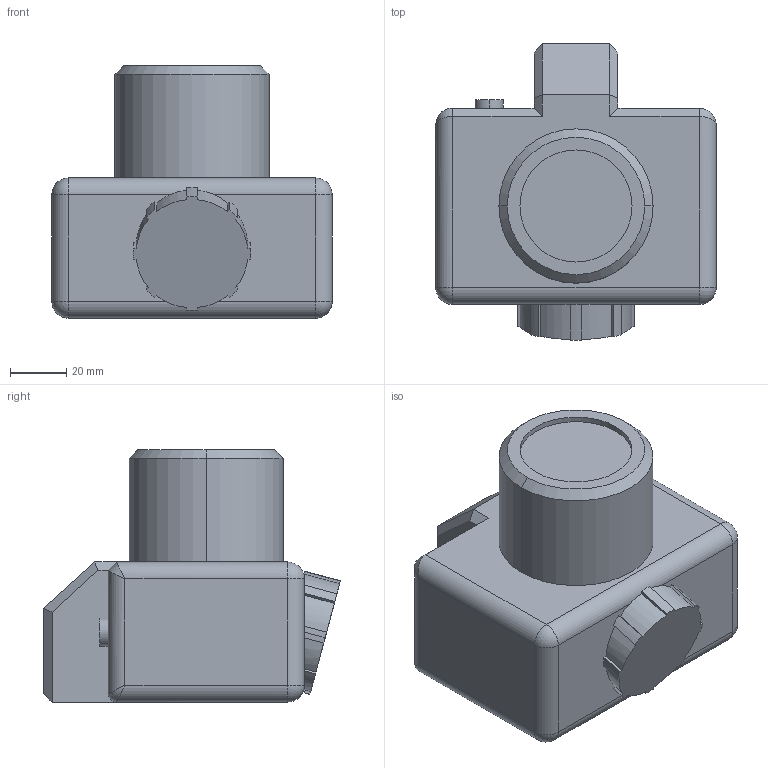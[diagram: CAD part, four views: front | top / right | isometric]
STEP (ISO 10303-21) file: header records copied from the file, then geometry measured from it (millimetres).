
FILE_DESCRIPTION (( 'STEP AP203' ), '1' );
FILE_NAME ('camera_bar_默认_sldprt.STEP', '2021-09-08T14:57:55', ( '' ), ( '' ), 'SwSTEP 2.0', 'SolidWorks 2020', '' );
FILE_SCHEMA (( 'CONFIG_CONTROL_DESIGN' ));
Length unit declared in the file: millimetre
Products named in the file (1): camera_bar_默认_sldprt
Bounding box: 100 x 105.86 x 90 mm (x, y, z)
Volume: 467339.7 mm3; surface area: 43466.8 mm2
Topology: 2 solids, 2 shells, 114 faces, 271 edges, 160 vertices
Faces by surface type: cylinder 55, plane 49, sphere 4, bspline 4, cone 2
Entity records: 3661 total; most frequent: CARTESIAN_POINT 1107, ORIENTED_EDGE 526, DIRECTION 497, EDGE_CURVE 263, AXIS2_PLACEMENT_3D 166, VECTOR 165, LINE 165, VERTEX_POINT 160
